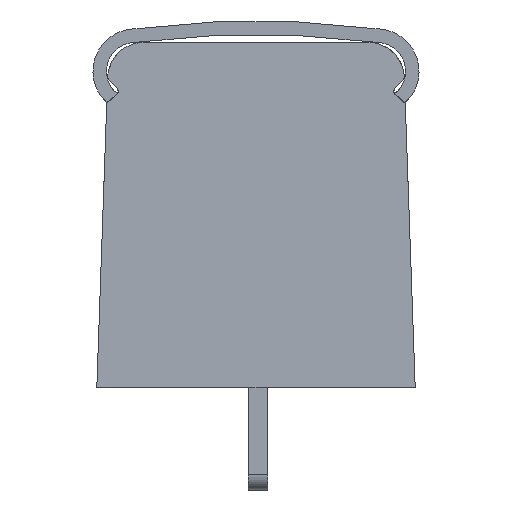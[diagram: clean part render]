
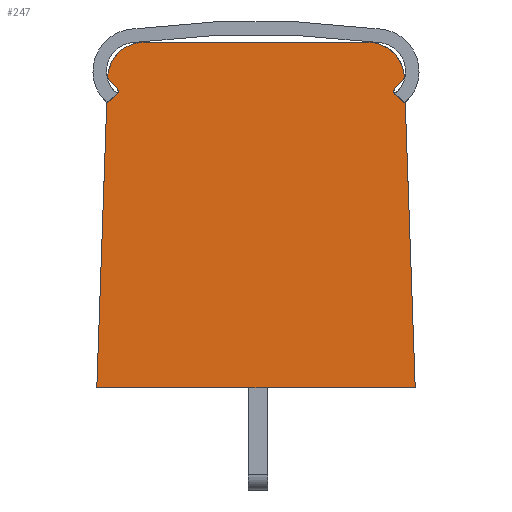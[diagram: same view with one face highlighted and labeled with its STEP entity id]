
A CAD part, front view. The second image highlights one B-rep face of the part: STEP entity #247.
In plain terms, the highlighted planar face has unit normal (0, -1, 0.026).
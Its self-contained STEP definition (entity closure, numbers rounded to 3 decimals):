
#247 = ADVANCED_FACE( '', ( #1145 ), #1146, .T. );
#1145 = FACE_OUTER_BOUND( '', #3103, .T. );
#1146 = PLANE( '', #3104 );
#3103 = EDGE_LOOP( '', ( #5979, #5980, #5981, #5982, #5983, #5984, #5985, #5986, #5987, #5988, #5989, #5990, #5991, #5992 ) );
#3104 = AXIS2_PLACEMENT_3D( '', #5993, #5994, #5995 );
#5979 = ORIENTED_EDGE( '', *, *, #10207, .F. );
#5980 = ORIENTED_EDGE( '', *, *, #10628, .F. );
#5981 = ORIENTED_EDGE( '', *, *, #10121, .F. );
#5982 = ORIENTED_EDGE( '', *, *, #10629, .F. );
#5983 = ORIENTED_EDGE( '', *, *, #10630, .F. );
#5984 = ORIENTED_EDGE( '', *, *, #10631, .F. );
#5985 = ORIENTED_EDGE( '', *, *, #10632, .F. );
#5986 = ORIENTED_EDGE( '', *, *, #10633, .F. );
#5987 = ORIENTED_EDGE( '', *, *, #10634, .F. );
#5988 = ORIENTED_EDGE( '', *, *, #10635, .F. );
#5989 = ORIENTED_EDGE( '', *, *, #10636, .F. );
#5990 = ORIENTED_EDGE( '', *, *, #10637, .F. );
#5991 = ORIENTED_EDGE( '', *, *, #10638, .F. );
#5992 = ORIENTED_EDGE( '', *, *, #10639, .F. );
#5993 = CARTESIAN_POINT( '', ( 0., -6.75, 0. ) );
#5994 = DIRECTION( '', ( 0., -1., 0.026 ) );
#5995 = DIRECTION( '', ( 0., -0.026, -1. ) );
#10121 = EDGE_CURVE( '', #12273, #12275, #12276, .T. );
#10207 = EDGE_CURVE( '', #12425, #12427, #12428, .T. );
#10628 = EDGE_CURVE( '', #12275, #12425, #13174, .T. );
#10629 = EDGE_CURVE( '', #13175, #12273, #13176, .T. );
#10630 = EDGE_CURVE( '', #13177, #13175, #13178, .T. );
#10631 = EDGE_CURVE( '', #13179, #13177, #13180, .F. );
#10632 = EDGE_CURVE( '', #13181, #13179, #13182, .F. );
#10633 = EDGE_CURVE( '', #13183, #13181, #13184, .T. );
#10634 = EDGE_CURVE( '', #13185, #13183, #13186, .F. );
#10635 = EDGE_CURVE( '', #13187, #13185, #13188, .F. );
#10636 = EDGE_CURVE( '', #13189, #13187, #13190, .T. );
#10637 = EDGE_CURVE( '', #13191, #13189, #13192, .T. );
#10638 = EDGE_CURVE( '', #13193, #13191, #13194, .T. );
#10639 = EDGE_CURVE( '', #12427, #13193, #13195, .T. );
#12273 = VERTEX_POINT( '', #16234 );
#12275 = VERTEX_POINT( '', #16237 );
#12276 = LINE( '', #16238, #16239 );
#12425 = VERTEX_POINT( '', #16457 );
#12427 = VERTEX_POINT( '', #16460 );
#12428 = LINE( '', #16461, #16462 );
#13174 = LINE( '', #17588, #17589 );
#13175 = VERTEX_POINT( '', #17590 );
#13176 = ELLIPSE( '', #17591, 0.2, 0.2 );
#13177 = VERTEX_POINT( '', #17592 );
#13178 = LINE( '', #17593, #17594 );
#13179 = VERTEX_POINT( '', #17595 );
#13180 = ELLIPSE( '', #17596, 0.2, 0.2 );
#13181 = VERTEX_POINT( '', #17597 );
#13182 = ELLIPSE( '', #17598, 1.897, 1.896 );
#13183 = VERTEX_POINT( '', #17599 );
#13184 = LINE( '', #17600, #17601 );
#13185 = VERTEX_POINT( '', #17602 );
#13186 = ELLIPSE( '', #17603, 1.897, 1.896 );
#13187 = VERTEX_POINT( '', #17604 );
#13188 = ELLIPSE( '', #17605, 0.2, 0.2 );
#13189 = VERTEX_POINT( '', #17606 );
#13190 = LINE( '', #17607, #17608 );
#13191 = VERTEX_POINT( '', #17609 );
#13192 = ELLIPSE( '', #17610, 0.2, 0.2 );
#13193 = VERTEX_POINT( '', #17611 );
#13194 = LINE( '', #17612, #17613 );
#13195 = LINE( '', #17614, #17615 );
#16234 = CARTESIAN_POINT( '', ( 7.208, -6.352, 15.2 ) );
#16237 = CARTESIAN_POINT( '', ( 7.735, -6.364, 14.737 ) );
#16238 = CARTESIAN_POINT( '', ( 7.713, -6.364, 14.757 ) );
#16239 = VECTOR( '', #20952, 1000. );
#16457 = CARTESIAN_POINT( '', ( 8.25, -6.75, 0. ) );
#16460 = CARTESIAN_POINT( '', ( -8.25, -6.75, 0. ) );
#16461 = CARTESIAN_POINT( '', ( 8.25, -6.75, 0. ) );
#16462 = VECTOR( '', #21068, 1000. );
#17588 = CARTESIAN_POINT( '', ( 8.249, -6.749, 0.033 ) );
#17589 = VECTOR( '', #21600, 1000. );
#17590 = CARTESIAN_POINT( '', ( 7.19, -6.345, 15.482 ) );
#17591 = AXIS2_PLACEMENT_3D( '', #21601, #21602, #21603 );
#17592 = CARTESIAN_POINT( '', ( 7.636, -6.331, 15.991 ) );
#17593 = CARTESIAN_POINT( '', ( 7.644, -6.331, 16. ) );
#17594 = VECTOR( '', #21604, 1000. );
#17595 = CARTESIAN_POINT( '', ( 7.685, -6.327, 16.137 ) );
#17596 = AXIS2_PLACEMENT_3D( '', #21605, #21606, #21607 );
#17597 = CARTESIAN_POINT( '', ( 5.794, -6.281, 17.9 ) );
#17598 = AXIS2_PLACEMENT_3D( '', #21608, #21609, #21610 );
#17599 = CARTESIAN_POINT( '', ( -5.794, -6.281, 17.9 ) );
#17600 = CARTESIAN_POINT( '', ( 5.794, -6.281, 17.9 ) );
#17601 = VECTOR( '', #21611, 1000. );
#17602 = CARTESIAN_POINT( '', ( -7.685, -6.327, 16.137 ) );
#17603 = AXIS2_PLACEMENT_3D( '', #21612, #21613, #21614 );
#17604 = CARTESIAN_POINT( '', ( -7.636, -6.331, 15.991 ) );
#17605 = AXIS2_PLACEMENT_3D( '', #21615, #21616, #21617 );
#17606 = CARTESIAN_POINT( '', ( -7.19, -6.345, 15.482 ) );
#17607 = CARTESIAN_POINT( '', ( 3.613, -6.667, 3.167 ) );
#17608 = VECTOR( '', #21618, 1000. );
#17609 = CARTESIAN_POINT( '', ( -7.208, -6.352, 15.2 ) );
#17610 = AXIS2_PLACEMENT_3D( '', #21619, #21620, #21621 );
#17611 = CARTESIAN_POINT( '', ( -7.735, -6.364, 14.737 ) );
#17612 = CARTESIAN_POINT( '', ( -10.674, -6.432, 12.16 ) );
#17613 = VECTOR( '', #21622, 1000. );
#17614 = CARTESIAN_POINT( '', ( -8.249, -6.749, 0.033 ) );
#17615 = VECTOR( '', #21623, 1000. );
#20952 = DIRECTION( '', ( 0.752, -0.017, -0.659 ) );
#21068 = DIRECTION( '', ( -1., 0., 0. ) );
#21600 = DIRECTION( '', ( 0.035, -0.026, -0.999 ) );
#21601 = CARTESIAN_POINT( '', ( 7.34, -6.348, 15.35 ) );
#21602 = DIRECTION( '', ( 0., -1., 0.026 ) );
#21603 = DIRECTION( '', ( 0., 0.026, 1. ) );
#21604 = DIRECTION( '', ( -0.659, -0.02, -0.752 ) );
#21605 = CARTESIAN_POINT( '', ( 7.486, -6.328, 16.123 ) );
#21606 = DIRECTION( '', ( 0., -1., 0.026 ) );
#21607 = DIRECTION( '', ( 0., 0.026, 1. ) );
#21608 = CARTESIAN_POINT( '', ( 5.794, -6.331, 16.004 ) );
#21609 = DIRECTION( '', ( 0., -1., 0.026 ) );
#21610 = DIRECTION( '', ( 0., 0.026, 1. ) );
#21611 = DIRECTION( '', ( 1., 0., 0. ) );
#21612 = CARTESIAN_POINT( '', ( -5.794, -6.331, 16.004 ) );
#21613 = DIRECTION( '', ( 0., -1., 0.026 ) );
#21614 = DIRECTION( '', ( 0., 0.026, 1. ) );
#21615 = CARTESIAN_POINT( '', ( -7.486, -6.328, 16.123 ) );
#21616 = DIRECTION( '', ( 0., -1., 0.026 ) );
#21617 = DIRECTION( '', ( 0., 0.026, 1. ) );
#21618 = DIRECTION( '', ( -0.659, 0.02, 0.752 ) );
#21619 = CARTESIAN_POINT( '', ( -7.34, -6.348, 15.35 ) );
#21620 = DIRECTION( '', ( 0., -1., 0.026 ) );
#21621 = DIRECTION( '', ( 0., 0.026, 1. ) );
#21622 = DIRECTION( '', ( 0.752, 0.017, 0.659 ) );
#21623 = DIRECTION( '', ( 0.035, 0.026, 0.999 ) );
